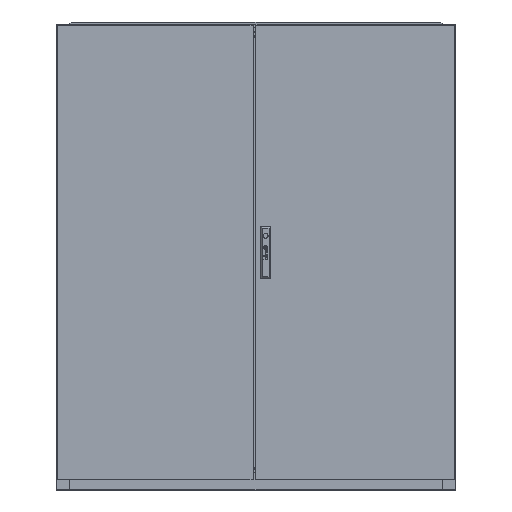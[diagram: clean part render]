
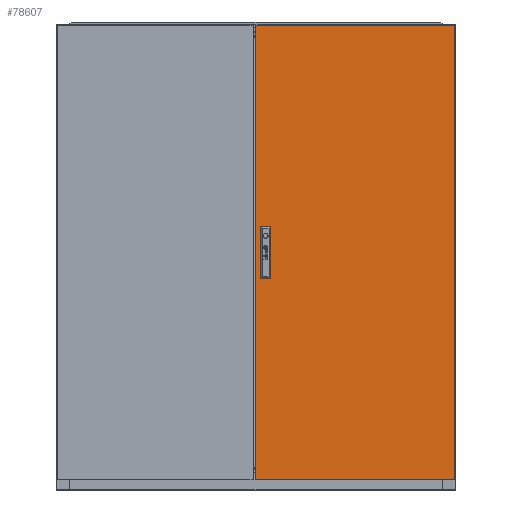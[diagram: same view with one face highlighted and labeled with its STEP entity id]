
A CAD part, top view. The second image highlights one B-rep face of the part: STEP entity #78607.
In plain terms, the highlighted planar face has unit normal (0, 0, 1).
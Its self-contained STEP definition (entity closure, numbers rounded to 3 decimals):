
#3655 = VERTEX_POINT ( 'NONE', #49219 ) ;
#8568 = VECTOR ( 'NONE', #97810, 1000. ) ;
#10216 = CARTESIAN_POINT ( 'NONE',  ( -283.2, -78.5, 0. ) ) ;
#11875 = LINE ( 'NONE', #108694, #8568 ) ;
#16415 = CARTESIAN_POINT ( 'NONE',  ( 0., 0., 0. ) ) ;
#16797 = VECTOR ( 'NONE', #109596, 1000. ) ;
#17580 = CARTESIAN_POINT ( 'NONE',  ( 300., -683.5, 0. ) ) ;
#18654 = ORIENTED_EDGE ( 'NONE', *, *, #132385, .T. ) ;
#22605 = CARTESIAN_POINT ( 'NONE',  ( -283.2, -78.5, 0. ) ) ;
#23794 = ORIENTED_EDGE ( 'NONE', *, *, #112074, .F. ) ;
#24404 = EDGE_LOOP ( 'NONE', ( #27788, #128196, #74624, #18654 ) ) ;
#27788 = ORIENTED_EDGE ( 'NONE', *, *, #64656, .T. ) ;
#34867 = LINE ( 'NONE', #35840, #92474 ) ;
#35007 = EDGE_CURVE ( 'NONE', #3655, #52162, #120686, .T. ) ;
#35739 = FACE_OUTER_BOUND ( 'NONE', #24404, .T. ) ;
#35840 = CARTESIAN_POINT ( 'NONE',  ( -300., 683.5, 0. ) ) ;
#38067 = DIRECTION ( 'NONE',  ( 1., 0., 0. ) ) ;
#46345 = CARTESIAN_POINT ( 'NONE',  ( -300., 683.5, 0. ) ) ;
#49219 = CARTESIAN_POINT ( 'NONE',  ( 300., 683.5, 0. ) ) ;
#49444 = DIRECTION ( 'NONE',  ( 0., -1., 0. ) ) ;
#52162 = VERTEX_POINT ( 'NONE', #90895 ) ;
#57596 = EDGE_CURVE ( 'NONE', #129250, #128784, #103154, .T. ) ;
#60615 = CARTESIAN_POINT ( 'NONE',  ( -300., -683.5, 0. ) ) ;
#63098 = VECTOR ( 'NONE', #68148, 1000. ) ;
#64196 = CARTESIAN_POINT ( 'NONE',  ( -252.8, -78.5, 0. ) ) ;
#64427 = LINE ( 'NONE', #60615, #89865 ) ;
#64552 = FACE_BOUND ( 'NONE', #104365, .T. ) ;
#64656 = EDGE_CURVE ( 'NONE', #97737, #3655, #11875, .T. ) ;
#65697 = CARTESIAN_POINT ( 'NONE',  ( -252.8, 0., 0. ) ) ;
#68148 = DIRECTION ( 'NONE',  ( -1., 0., 0. ) ) ;
#68230 = VECTOR ( 'NONE', #76560, 1000. ) ;
#68477 = LINE ( 'NONE', #116835, #122661 ) ;
#74277 = DIRECTION ( 'NONE',  ( 1., 0., 0. ) ) ;
#74624 = ORIENTED_EDGE ( 'NONE', *, *, #90807, .T. ) ;
#74673 = ORIENTED_EDGE ( 'NONE', *, *, #57596, .F. ) ;
#76560 = DIRECTION ( 'NONE',  ( 0., -1., 0. ) ) ;
#78607 = ADVANCED_FACE ( 'NONE', ( #35739, #64552 ), #92060, .T. ) ;
#87284 = CARTESIAN_POINT ( 'NONE',  ( -252.8, 78.5, 0. ) ) ;
#89407 = VECTOR ( 'NONE', #49444, 1000. ) ;
#89835 = ORIENTED_EDGE ( 'NONE', *, *, #113303, .T. ) ;
#89865 = VECTOR ( 'NONE', #125424, 1000. ) ;
#90807 = EDGE_CURVE ( 'NONE', #52162, #130888, #34867, .T. ) ;
#90895 = CARTESIAN_POINT ( 'NONE',  ( -300., 683.5, 0. ) ) ;
#92060 = PLANE ( 'NONE',  #119258 ) ;
#92474 = VECTOR ( 'NONE', #111593, 1000. ) ;
#92583 = CARTESIAN_POINT ( 'NONE',  ( -283.2, 0., 0. ) ) ;
#97737 = VERTEX_POINT ( 'NONE', #17580 ) ;
#97810 = DIRECTION ( 'NONE',  ( 0., 1., 0. ) ) ;
#102993 = DIRECTION ( 'NONE',  ( 0., 0., 1. ) ) ;
#103154 = LINE ( 'NONE', #22605, #16797 ) ;
#104365 = EDGE_LOOP ( 'NONE', ( #23794, #89835, #135455, #74673 ) ) ;
#107154 = VERTEX_POINT ( 'NONE', #87284 ) ;
#108694 = CARTESIAN_POINT ( 'NONE',  ( 300., 683.5, 0. ) ) ;
#109596 = DIRECTION ( 'NONE',  ( 1., 0., 0. ) ) ;
#110276 = CARTESIAN_POINT ( 'NONE',  ( -283.2, 78.5, 0. ) ) ;
#111593 = DIRECTION ( 'NONE',  ( 0., -1., 0. ) ) ;
#112074 = EDGE_CURVE ( 'NONE', #131916, #129250, #118146, .T. ) ;
#113303 = EDGE_CURVE ( 'NONE', #131916, #107154, #68477, .T. ) ;
#116835 = CARTESIAN_POINT ( 'NONE',  ( -283.2, 78.5, 0. ) ) ;
#118146 = LINE ( 'NONE', #92583, #89407 ) ;
#119258 = AXIS2_PLACEMENT_3D ( 'NONE', #16415, #102993, #38067 ) ;
#120686 = LINE ( 'NONE', #46345, #63098 ) ;
#122661 = VECTOR ( 'NONE', #74277, 1000. ) ;
#123841 = EDGE_CURVE ( 'NONE', #107154, #128784, #125793, .T. ) ;
#125424 = DIRECTION ( 'NONE',  ( 1., 0., 0. ) ) ;
#125793 = LINE ( 'NONE', #65697, #68230 ) ;
#128196 = ORIENTED_EDGE ( 'NONE', *, *, #35007, .T. ) ;
#128784 = VERTEX_POINT ( 'NONE', #64196 ) ;
#129250 = VERTEX_POINT ( 'NONE', #10216 ) ;
#130888 = VERTEX_POINT ( 'NONE', #133702 ) ;
#131916 = VERTEX_POINT ( 'NONE', #110276 ) ;
#132385 = EDGE_CURVE ( 'NONE', #130888, #97737, #64427, .T. ) ;
#133702 = CARTESIAN_POINT ( 'NONE',  ( -300., -683.5, 0. ) ) ;
#135455 = ORIENTED_EDGE ( 'NONE', *, *, #123841, .T. ) ;
